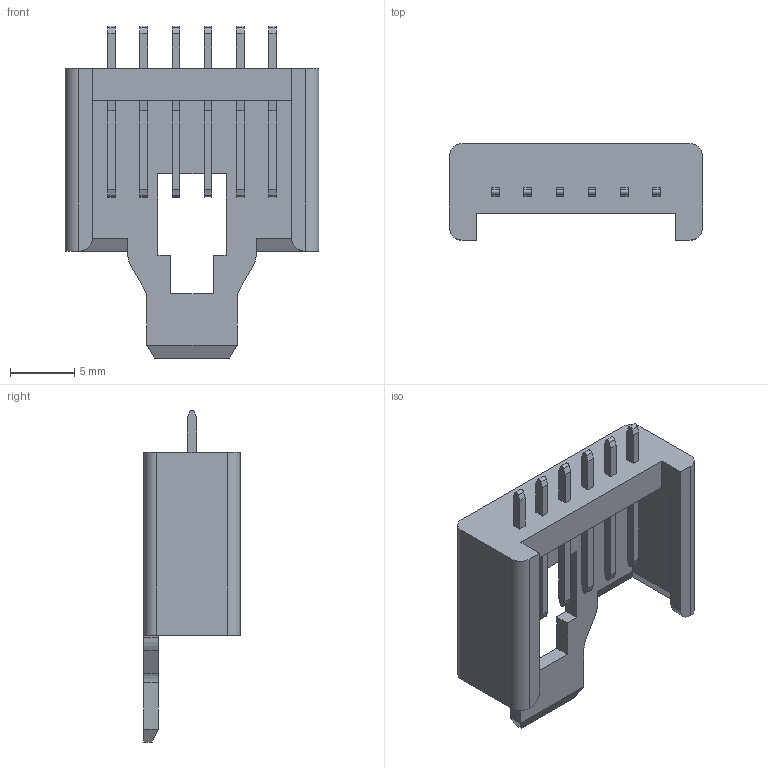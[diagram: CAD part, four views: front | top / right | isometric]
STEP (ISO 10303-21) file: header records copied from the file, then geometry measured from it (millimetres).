
FILE_DESCRIPTION(('OneSpaceDesigner STEP Export'),'2;1');
FILE_NAME('lumberg_2_5_MSF_06.stp','2006-02-14T17:34:00',('M Stracke EW-KS'),('Lumberg Connect GmbH'),'OneSpace Designer STEP processor for AP214 (Solid Model)','OneSpace Designer 13.20A 18-Aug-2005 (C) CoCreate Software GmbH','');
FILE_SCHEMA(('AUTOMOTIVE_DESIGN { 1 0 10303 214 1 1 1 1 }'));
Length unit declared in the file: millimetre
Products named in the file (1): 2.5_MSF_06
Bounding box: 19.7 x 7.5 x 25.8 mm (x, y, z)
Volume: 757.5 mm3; surface area: 1429.4 mm2
Topology: 1 solids, 1 shells, 153 faces, 409 edges, 270 vertices
Faces by surface type: plane 131, cylinder 22
Entity records: 5677 total; most frequent: CARTESIAN_POINT 825, ORIENTED_EDGE 818, DIRECTION 749, EDGE_CURVE 409, VECTOR 361, LINE 361, VERTEX_POINT 270, AXIS2_PLACEMENT_3D 194
